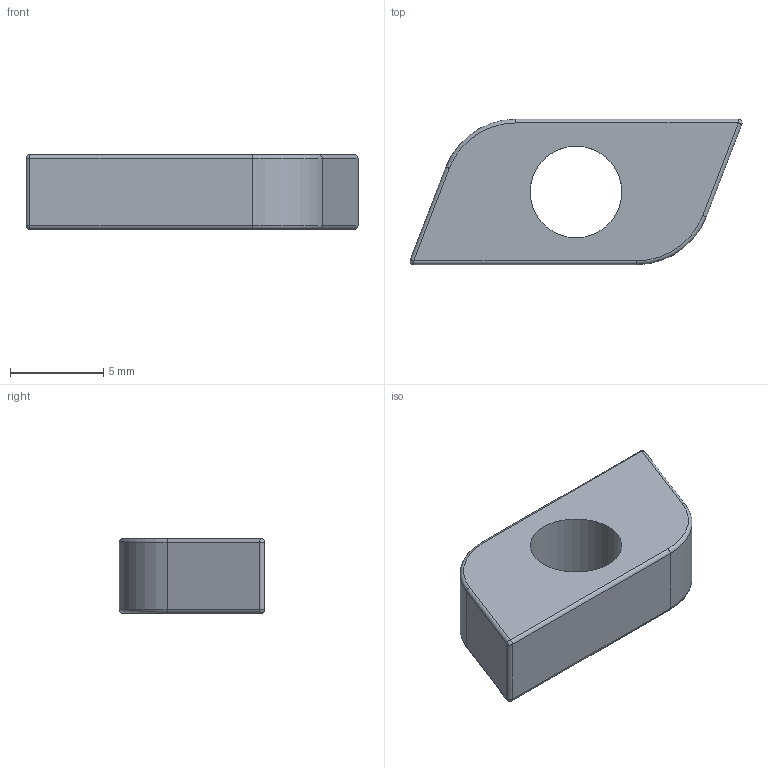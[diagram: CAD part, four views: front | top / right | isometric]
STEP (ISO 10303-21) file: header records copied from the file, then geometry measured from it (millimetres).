
FILE_DESCRIPTION(/* description */ ('CURSORE SAGOMATO A MARTELLO M6'),/* implementation_level */ '2;1');
FILE_NAME(/* name */ 'CDDCU0000025.stp',/* time_stamp */ '2025-02-13T09:21:02+01:00',/* author */ ('tecnico5'),/* organization */ (''),/* preprocessor_version */ 'ST-DEVELOPER v20',/* originating_system */ 'Autodesk Inventor 2022',/* authorisation */ '');
FILE_SCHEMA (('AUTOMOTIVE_DESIGN { 1 0 10303 214 3 1 1 }'));
Length unit declared in the file: millimetre
Products named in the file (1): CDDCU0000025
Bounding box: 17.82 x 7.8 x 4 mm (x, y, z)
Volume: 380.2 mm3; surface area: 424.4 mm2
Topology: 1 solids, 1 shells, 27 faces, 55 edges, 30 vertices
Faces by surface type: cylinder 13, plane 6, torus 4, sphere 4
Full cylindrical faces by diameter (mm): 4.917 x1
Entity records: 746 total; most frequent: DIRECTION 141, CARTESIAN_POINT 113, ORIENTED_EDGE 110, AXIS2_PLACEMENT_3D 58, EDGE_CURVE 55, CIRCLE 30, VERTEX_POINT 30, EDGE_LOOP 29
